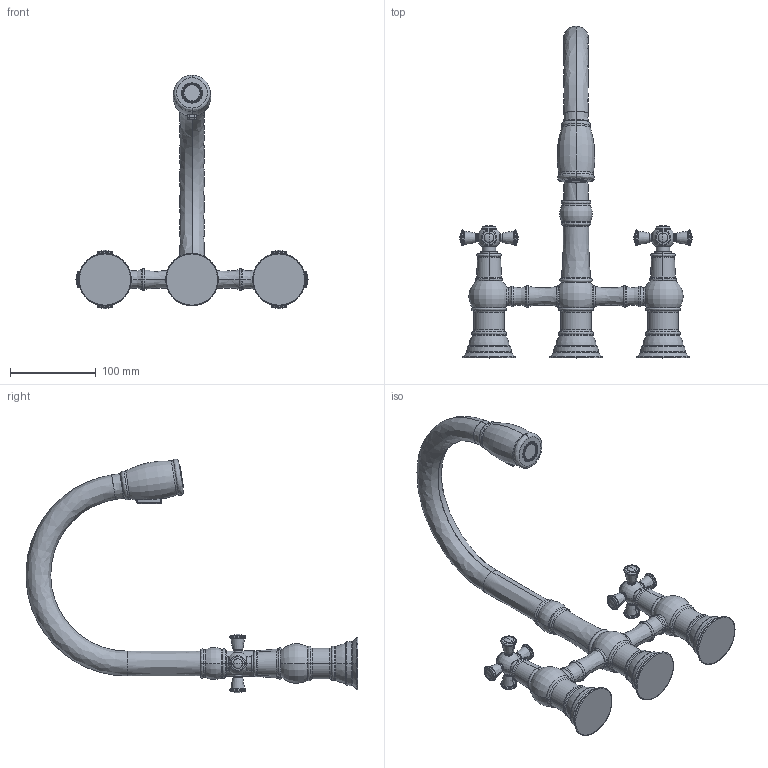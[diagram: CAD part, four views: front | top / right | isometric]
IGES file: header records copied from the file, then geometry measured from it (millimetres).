
Start section:  PTC IGES file: 2470-5462.igs
Global section: file name: 2470-5462.igs; native system: Creo Parametric by PTC Inc.; preprocessor: 2018400; author: gbazan; organization: Unknown; date: 20220125.143534; units: inch
Bounding box: 271.66 x 387.54 x 272.98 mm (x, y, z)
Surface area: 135814.5 mm2 (no closed solid volume)
Topology: 0 solids, 0 shells, 567 faces, 2364 edges, 2327 vertices
Faces by surface type: revolution 486, bspline 81
